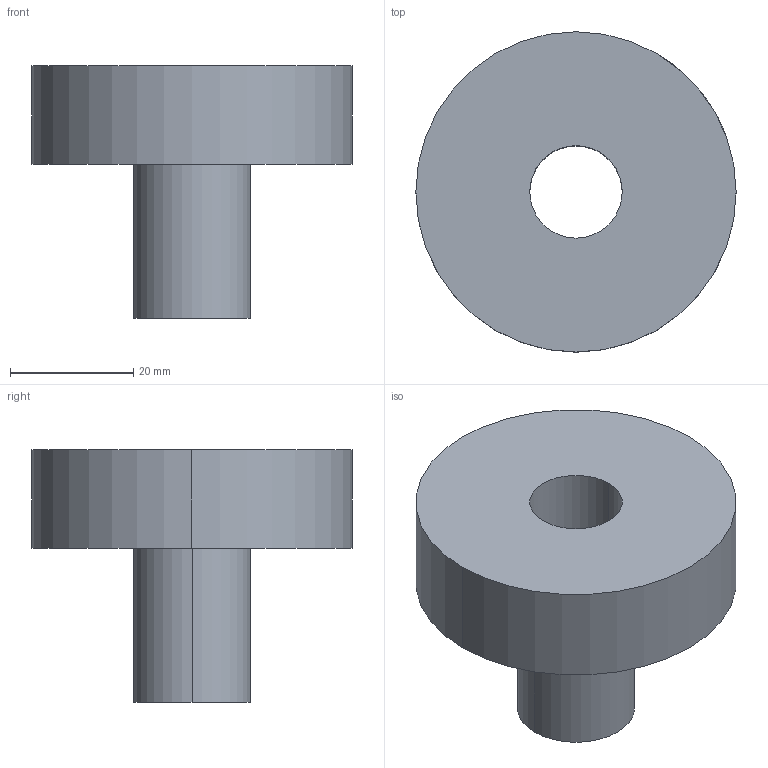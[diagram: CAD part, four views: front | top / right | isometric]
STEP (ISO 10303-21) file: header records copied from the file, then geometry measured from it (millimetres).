
FILE_DESCRIPTION((''),'2;1');
FILE_NAME('T15_3D.stp','2003-07-03T10:17:57',(''),(''),'AutoCAD STEP 2000i','AutoCAD 2000i',', , ');
FILE_SCHEMA(('CONFIG_CONTROL_DESIGN'));
Length unit declared in the file: millimetre
Products named in the file (2): T15_3D; PART1
Assembly tree (1 placements, depth 2):
  T15_3D
    PART1
Bounding box: 52 x 52 x 41 mm (x, y, z)
Volume: 32522.1 mm3; surface area: 10522.2 mm2
Topology: 1 solids, 1 shells, 29 faces, 64 edges, 42 vertices
Faces by surface type: plane 15, cylinder 12, cone 2
Entity records: 951 total; most frequent: CARTESIAN_POINT 171, DIRECTION 150, ORIENTED_EDGE 128, EDGE_CURVE 64, AXIS2_PLACEMENT_3D 57, VERTEX_POINT 42, VECTOR 36, LINE 36
